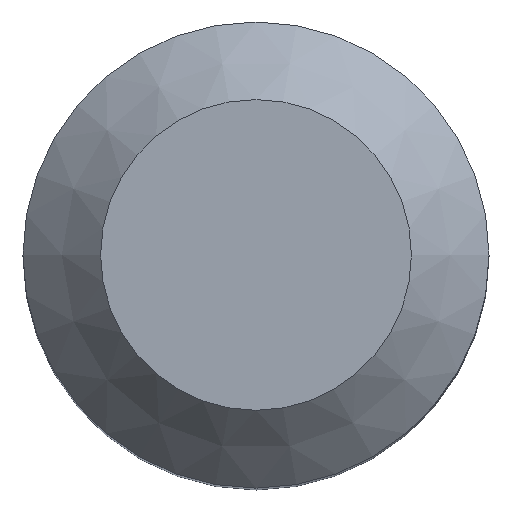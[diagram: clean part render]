
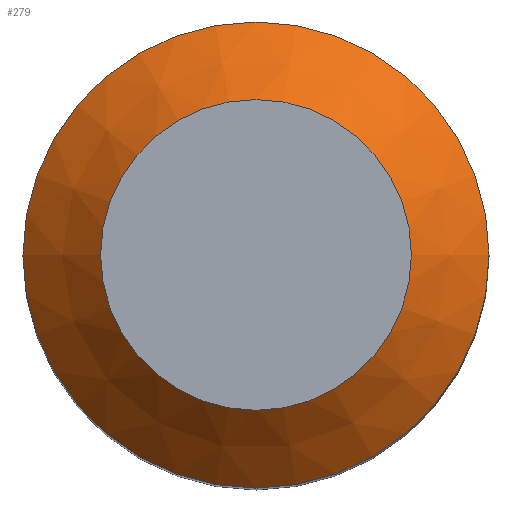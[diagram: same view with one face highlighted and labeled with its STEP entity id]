
A CAD part, top view. The second image highlights one B-rep face of the part: STEP entity #279.
In plain terms, the highlighted conical face has half-angle 45 degrees and reference radius 1 mm.
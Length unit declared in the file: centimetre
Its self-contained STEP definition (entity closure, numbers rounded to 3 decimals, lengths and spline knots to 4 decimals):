
#104=CONICAL_SURFACE('',#294,0.1,0.785);
#153=VERTEX_POINT('',#344);
#166=VERTEX_POINT('',#385);
#169=CIRCLE('',#285,0.15);
#170=CIRCLE('',#295,0.1);
#173=EDGE_CURVE('',#153,#153,#169,.T.);
#192=EDGE_CURVE('',#166,#166,#170,.T.);
#234=ORIENTED_EDGE('',*,*,#192,.T.);
#235=ORIENTED_EDGE('',*,*,#173,.T.);
#250=EDGE_LOOP('',(#234));
#251=EDGE_LOOP('',(#235));
#266=FACE_BOUND('',#250,.T.);
#267=FACE_BOUND('',#251,.T.);
#279=ADVANCED_FACE('',(#266,#267),#104,.T.);
#285=AXIS2_PLACEMENT_3D('',#343,#304,#305);
#294=AXIS2_PLACEMENT_3D('',#383,#332,#333);
#295=AXIS2_PLACEMENT_3D('',#384,#334,#335);
#304=DIRECTION('',(0.,0.,1.));
#305=DIRECTION('',(-0.15,0.,0.));
#332=DIRECTION('',(0.,0.,-1.));
#333=DIRECTION('',(-0.1,0.,0.));
#334=DIRECTION('',(0.,0.,-1.));
#335=DIRECTION('',(-0.1,0.,0.));
#343=CARTESIAN_POINT('',(0.,0.,0.75));
#344=CARTESIAN_POINT('',(0.15,0.,0.75));
#383=CARTESIAN_POINT('',(0.,0.,0.8));
#384=CARTESIAN_POINT('',(0.,0.,0.8));
#385=CARTESIAN_POINT('',(0.1,0.,0.8));
